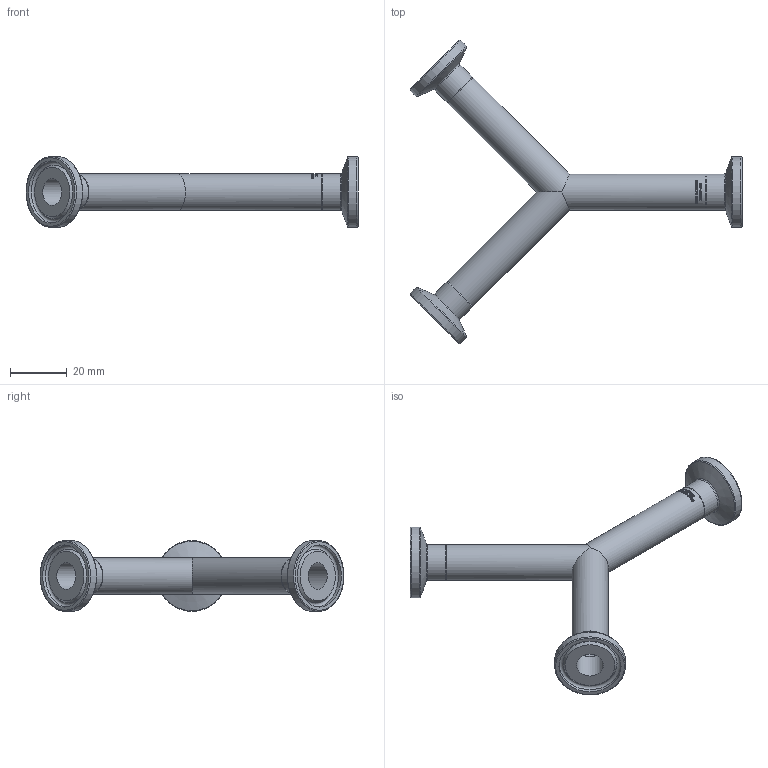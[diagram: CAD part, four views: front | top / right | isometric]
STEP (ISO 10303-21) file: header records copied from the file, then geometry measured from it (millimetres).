
FILE_DESCRIPTION(/* description */ (''),/* implementation_level */ '2;1');
FILE_NAME(/* name */ '28BMP-.50.stp',/* time_stamp */ '2021-12-21T11:07:34-05:00',/* author */ ('rick'),/* organization */ (''),/* preprocessor_version */ 'ST-DEVELOPER v18.1',/* originating_system */ 'Autodesk Inventor 2020',/* authorisation */ '');
FILE_SCHEMA (('AUTOMOTIVE_DESIGN { 1 0 10303 214 3 1 1 }'));
Length unit declared in the file: inch
Products named in the file (1): 28BMP-.50
Bounding box: 117.08 x 107.15 x 24.99 mm (x, y, z)
Volume: 14460.3 mm3; surface area: 15752.6 mm2
Topology: 1 solids, 1 shells, 424 faces, 1168 edges, 791 vertices
Faces by surface type: bspline 196, plane 148, cylinder 56, torus 18, cone 6
Full cylindrical faces by diameter (mm): 9.398 x6, 12.7 x6, 21.895 x3, 24.994 x3
Entity records: 17982 total; most frequent: CARTESIAN_POINT 8052, ORIENTED_EDGE 2336, DIRECTION 1538, EDGE_CURVE 1168, VERTEX_POINT 791, AXIS2_PLACEMENT_3D 533, EDGE_LOOP 473, LINE 472
